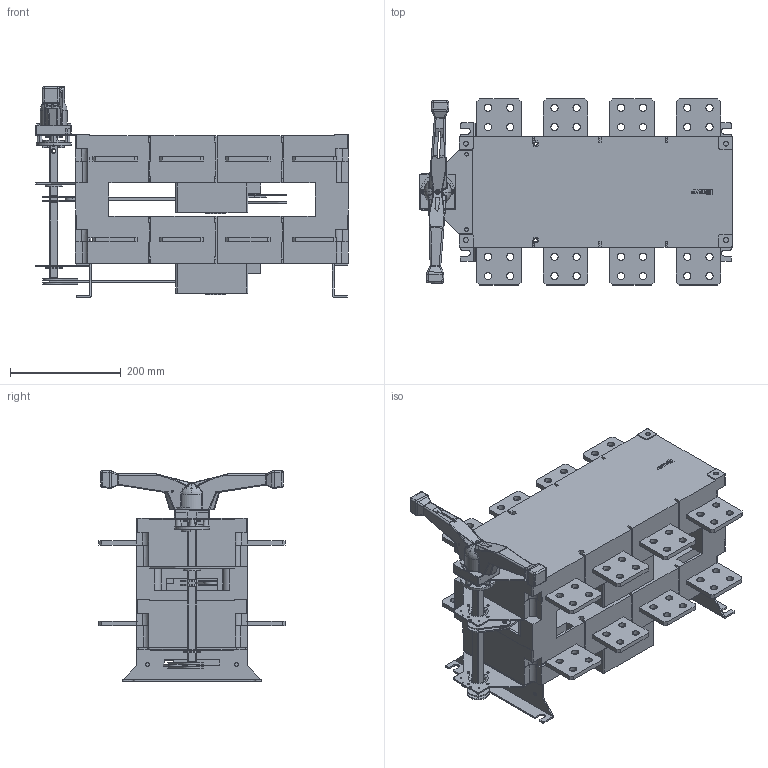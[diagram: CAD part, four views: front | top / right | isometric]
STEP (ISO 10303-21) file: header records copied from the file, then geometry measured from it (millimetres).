
FILE_DESCRIPTION (( 'STEP AP203' ), '1' );
FILE_NAME ('pscs-1250-4 Ðóáèëüíèê-ïåðåêëþ÷àòåëü 1250A 4P c ðóêîÿòêîé óïðàâëåíèÿ äëÿ ïðÿìîé óñòàíîâêè PowerSwitch EKF.STEP', '2026-03-26T07:44:57', ( '' ), ( '' ), 'SwSTEP 2.0', 'SolidWorks 2021', '' );
FILE_SCHEMA (( 'CONFIG_CONTROL_DESIGN' ));
Length unit declared in the file: millimetre
Products named in the file (1): pscs-1250-4 Ðóáèëüíèê-ïåðåêëþ÷àòåëü 1250A 4P c ðóêîÿòêîé óïðàâëåíèÿ äëÿ ïðÿìîé óñòàíîâêè PowerSwitch EKF
Bounding box: 565 x 336.2 x 380.57 mm (x, y, z)
Volume: 16952725.8 mm3; surface area: 1826851.7 mm2
Topology: 4 solids, 18 shells, 3758 faces, 10264 edges, 6636 vertices
Faces by surface type: plane 2463, cylinder 1051, bspline 93, cone 87, torus 64
Entity records: 124487 total; most frequent: CARTESIAN_POINT 28670, ORIENTED_EDGE 20482, DIRECTION 19060, EDGE_CURVE 10241, LINE 7248, VECTOR 7248, VERTEX_POINT 6636, AXIS2_PLACEMENT_3D 5906
